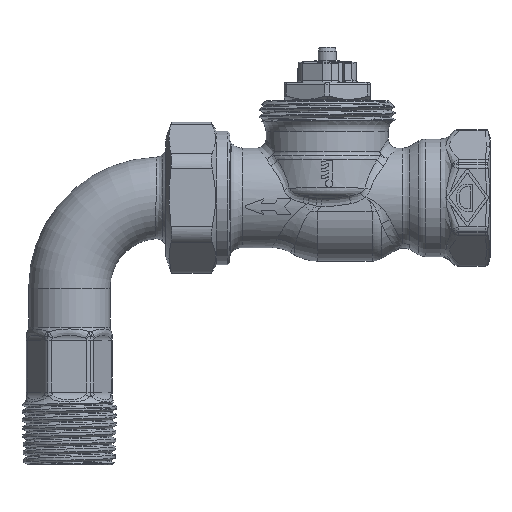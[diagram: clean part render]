
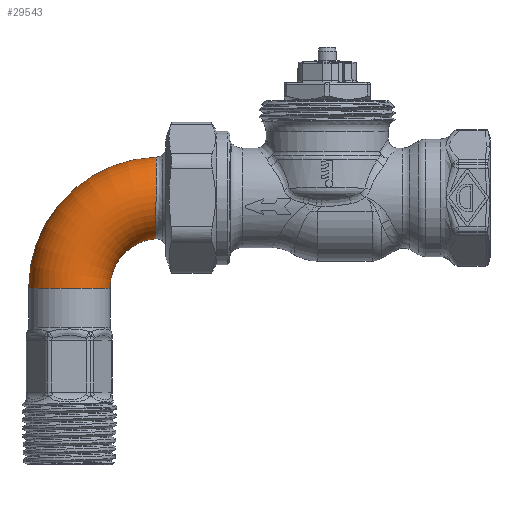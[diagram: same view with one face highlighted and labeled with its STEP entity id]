
A CAD part, top view. The second image highlights one B-rep face of the part: STEP entity #29543.
In plain terms, the highlighted toroidal (fillet/blend) face has major radius 20 mm and minor radius 9 mm.
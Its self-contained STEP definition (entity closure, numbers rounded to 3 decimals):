
#5005=CARTESIAN_POINT('',(-37.,-20.,0.));
#5006=DIRECTION('',(0.,0.,-1.));
#5007=DIRECTION('',(-1.,0.,0.));
#5008=AXIS2_PLACEMENT_3D('',#5005,#5006,#5007);
#5010=CARTESIAN_POINT('',(-37.97,-9.043,
0.));
#5040=CARTESIAN_POINT('',(-37.786,8.989,
0.));
#5080=CARTESIAN_POINT('',(-37.786,8.989,
0.));
#5081=CARTESIAN_POINT('',(-37.786,8.989,
0.337));
#5082=CARTESIAN_POINT('',(-37.786,8.951,1.011));
#5083=CARTESIAN_POINT('',(-37.786,8.782,2.008));
#5084=CARTESIAN_POINT('',(-37.787,8.501,2.981));
#5085=CARTESIAN_POINT('',(-37.788,8.113,3.916));
#5086=CARTESIAN_POINT('',(-37.79,7.623,4.801));
#5087=CARTESIAN_POINT('',(-37.792,7.037,5.626));
#5088=CARTESIAN_POINT('',(-37.795,6.362,6.381));
#5089=CARTESIAN_POINT('',(-37.798,5.607,7.054));
#5090=CARTESIAN_POINT('',(-37.801,4.781,7.639));
#5091=CARTESIAN_POINT('',(-37.805,3.895,8.128));
#5092=CARTESIAN_POINT('',(-37.81,2.96,8.514));
#5093=CARTESIAN_POINT('',(-37.815,1.988,8.794));
#5094=CARTESIAN_POINT('',(-37.821,0.99,
8.963));
#5095=CARTESIAN_POINT('',(-37.828,-0.021,
9.019));
#5096=CARTESIAN_POINT('',(-37.836,-1.032,
8.962));
#5097=CARTESIAN_POINT('',(-37.845,-2.031,
8.792));
#5098=CARTESIAN_POINT('',(-37.855,-3.004,
8.511));
#5099=CARTESIAN_POINT('',(-37.865,-3.941,
8.124));
#5100=CARTESIAN_POINT('',(-37.877,-4.828,
7.634));
#5101=CARTESIAN_POINT('',(-37.89,-5.656,
7.047));
#5102=CARTESIAN_POINT('',(-37.903,-6.413,
6.371));
#5103=CARTESIAN_POINT('',(-37.917,-7.09,
5.615));
#5104=CARTESIAN_POINT('',(-37.93,-7.678,
4.789));
#5105=CARTESIAN_POINT('',(-37.943,-8.168,
3.902));
#5106=CARTESIAN_POINT('',(-37.954,-8.556,
2.969));
#5107=CARTESIAN_POINT('',(-37.963,-8.836,
1.999));
#5108=CARTESIAN_POINT('',(-37.968,-9.005,
1.005));
#5109=CARTESIAN_POINT('',(-37.97,-9.043,
0.335));
#5110=CARTESIAN_POINT('',(-37.97,-9.043,
0.));
#5150=CARTESIAN_POINT('',(-57.,-20.,0.));
#5151=DIRECTION('',(0.,-1.,0.));
#5152=DIRECTION('',(1.,0.,0.));
#5153=AXIS2_PLACEMENT_3D('',#5150,#5151,#5152);
#5155=CARTESIAN_POINT('',(-57.,-20.,0.));
#5156=DIRECTION('',(0.,-1.,0.));
#5157=DIRECTION('',(0.,0.,1.));
#5158=AXIS2_PLACEMENT_3D('',#5155,#5156,#5157);
#5160=CARTESIAN_POINT('',(-37.,-20.,0.));
#5161=DIRECTION('',(0.,0.,-1.));
#5162=DIRECTION('',(-1.,0.,0.));
#5163=AXIS2_PLACEMENT_3D('',#5160,#5161,#5162);
#21206=CARTESIAN_POINT('',(-66.,-20.,0.));
#21208=VERTEX_POINT('',#21206);
#21210=CARTESIAN_POINT('',(-48.,-20.,0.));
#21211=VERTEX_POINT('',#21210);
#21214=CARTESIAN_POINT('',(-57.,-20.,9.));
#21215=VERTEX_POINT('',#21214);
#21240=VERTEX_POINT('',#5010);
#21241=VERTEX_POINT('',#5040);
#29531=CARTESIAN_POINT('',(-37.,-20.,0.));
#29532=DIRECTION('',(0.,0.,-1.));
#29533=DIRECTION('',(1.,0.,0.));
#29534=AXIS2_PLACEMENT_3D('',#29531,#29532,#29533);
#29535=TOROIDAL_SURFACE('',#29534,20.,9.);
#29536=ORIENTED_EDGE('',*,*,#29522,.T.);
#29537=ORIENTED_EDGE('',*,*,#29277,.F.);
#29538=ORIENTED_EDGE('',*,*,#29244,.T.);
#29539=ORIENTED_EDGE('',*,*,#29242,.T.);
#29540=ORIENTED_EDGE('',*,*,#29273,.T.);
#29541=EDGE_LOOP('',(#29536,#29537,#29538,#29539,#29540));
#29542=FACE_OUTER_BOUND('',#29541,.F.);
#29543=ADVANCED_FACE('',(#29542),#29535,.T.);
#5009=CIRCLE('',#5008,11.);
#5111=B_SPLINE_CURVE_WITH_KNOTS('',3,(#5080,#5081,#5082,#5083,#5084,#5085,#5086,
#5087,#5088,#5089,#5090,#5091,#5092,#5093,#5094,#5095,#5096,#5097,#5098,#5099,
#5100,#5101,#5102,#5103,#5104,#5105,#5106,#5107,#5108,#5109,#5110),
.UNSPECIFIED.,.F.,.F.,(4,1,1,1,1,1,1,1,1,1,1,1,1,1,1,1,1,1,1,1,1,1,1,1,1,1,1,1,
4),(0.,0.036,0.071,0.107,
0.143,0.179,0.214,0.25,0.286,
0.321,0.357,0.393,0.429,
0.464,0.5,0.536,0.571,0.607,
0.643,0.679,0.714,0.75,0.786,
0.821,0.857,0.893,0.929,
0.964,1.),.UNSPECIFIED.);
#5154=CIRCLE('',#5153,9.);
#5159=CIRCLE('',#5158,9.);
#5164=CIRCLE('',#5163,29.);
#29242=EDGE_CURVE('',#21215,#21208,#5159,.T.);
#29244=EDGE_CURVE('',#21211,#21215,#5154,.T.);
#29273=EDGE_CURVE('',#21208,#21241,#5164,.T.);
#29277=EDGE_CURVE('',#21211,#21240,#5009,.T.);
#29522=EDGE_CURVE('',#21241,#21240,#5111,.T.);
